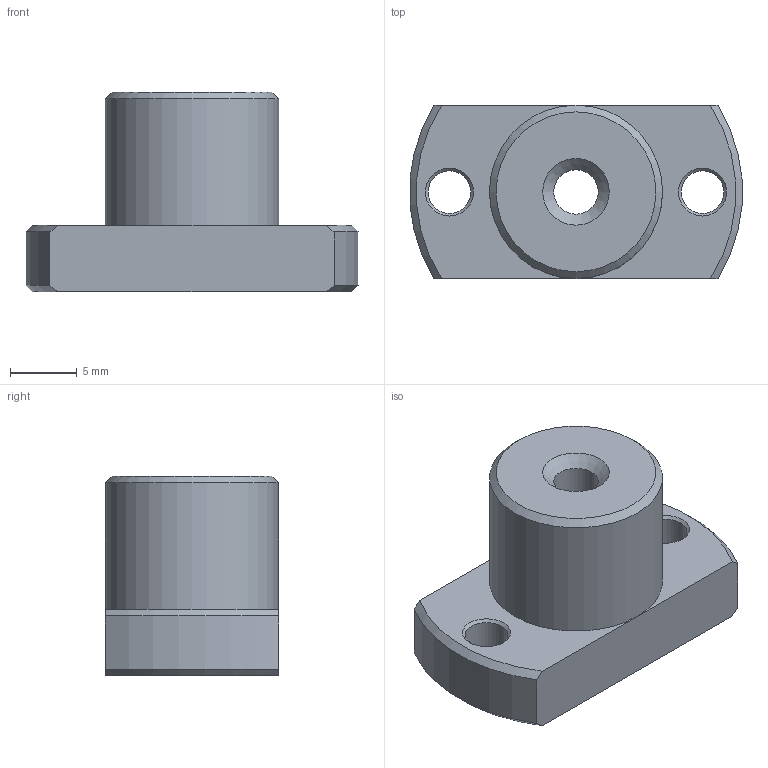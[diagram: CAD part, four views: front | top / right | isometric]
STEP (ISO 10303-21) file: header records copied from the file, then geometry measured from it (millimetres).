
FILE_DESCRIPTION(/* description */ ('STEP AP214'),/* implementation_level */ '2;1');
FILE_NAME(/* name */ 'DST_JFRM_131315DS5X5_1.stp',/* time_stamp */ '2025-08-07T18:01:16+02:00',/* author */ ('roone'),/* organization */ ('CADClick - www.CADClick.com'),/* preprocessor_version */ 'ST-DEVELOPER v20',/* originating_system */ 'Autodesk Inventor 2025',/* authorisation */ 'unknown authorization');
FILE_SCHEMA (('AUTOMOTIVE_DESIGN { 1 0 10303 214 3 1 1 }'));
Length unit declared in the file: millimetre
Products named in the file (2): DST_JFRM_131315DS5X5_1; 2025_04_13_22_52_01_0689
Assembly tree (1 placements, depth 2):
  DST_JFRM_131315DS5X5_1
    2025_04_13_22_52_01_0689
Bounding box: 24.92 x 13 x 15 mm (x, y, z)
Volume: 2642.2 mm3; surface area: 1544.3 mm2
Topology: 1 solids, 1 shells, 23 faces, 54 edges, 33 vertices
Faces by surface type: cone 11, cylinder 6, plane 6
Full cylindrical faces by diameter (mm): 3.2 x2, 3.35 x1, 13 x1
Entity records: 737 total; most frequent: CARTESIAN_POINT 129, DIRECTION 123, ORIENTED_EDGE 108, EDGE_CURVE 54, AXIS2_PLACEMENT_3D 51, VERTEX_POINT 33, EDGE_LOOP 29, CIRCLE 25
